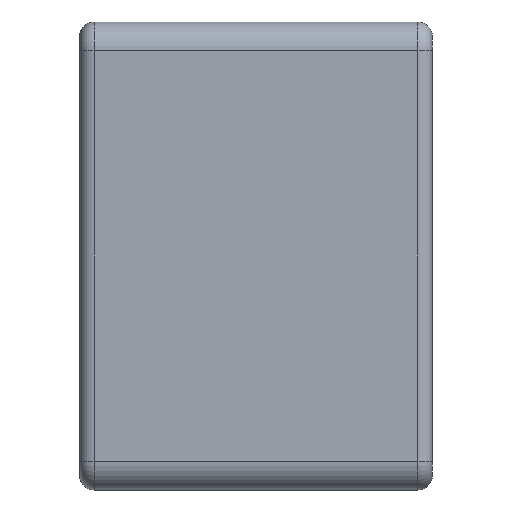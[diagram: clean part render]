
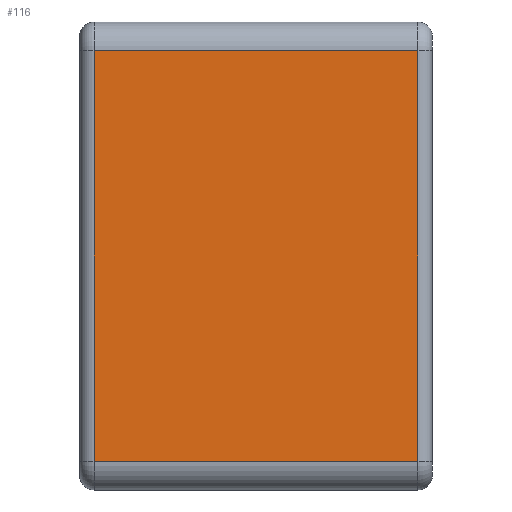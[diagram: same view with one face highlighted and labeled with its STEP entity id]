
A CAD part, left-side view. The second image highlights one B-rep face of the part: STEP entity #116.
In plain terms, the highlighted planar face has unit normal (-1, 0, 0).
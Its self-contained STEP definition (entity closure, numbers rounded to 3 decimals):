
#116 = ADVANCED_FACE( '', ( #262 ), #263, .T. );
#262 = FACE_OUTER_BOUND( '', #460, .T. );
#263 = PLANE( '', #461 );
#460 = EDGE_LOOP( '', ( #853, #854, #855, #856 ) );
#461 = AXIS2_PLACEMENT_3D( '', #857, #858, #859 );
#853 = ORIENTED_EDGE( '', *, *, #1294, .F. );
#854 = ORIENTED_EDGE( '', *, *, #1209, .T. );
#855 = ORIENTED_EDGE( '', *, *, #1295, .T. );
#856 = ORIENTED_EDGE( '', *, *, #1296, .T. );
#857 = CARTESIAN_POINT( '', ( -10.1, -6.1, -7.1 ) );
#858 = DIRECTION( '', ( -1., 0., 0. ) );
#859 = DIRECTION( '', ( 0., 0., 1. ) );
#1209 = EDGE_CURVE( '', #1414, #1418, #1420, .T. );
#1294 = EDGE_CURVE( '', #1414, #1567, #1568, .T. );
#1295 = EDGE_CURVE( '', #1418, #1454, #1569, .T. );
#1296 = EDGE_CURVE( '', #1454, #1567, #1570, .F. );
#1414 = VERTEX_POINT( '', #1830 );
#1418 = VERTEX_POINT( '', #1835 );
#1420 = LINE( '', #1837, #1838 );
#1454 = VERTEX_POINT( '', #1888 );
#1567 = VERTEX_POINT( '', #2046 );
#1568 = LINE( '', #2047, #2048 );
#1569 = LINE( '', #2049, #2050 );
#1570 = LINE( '', #2051, #2052 );
#1830 = CARTESIAN_POINT( '', ( -10.1, -5.6, -7.1 ) );
#1835 = CARTESIAN_POINT( '', ( -10.1, -5.6, 7.1 ) );
#1837 = CARTESIAN_POINT( '', ( -10.1, -5.6, 7.1 ) );
#1838 = VECTOR( '', #2271, 1000. );
#1888 = CARTESIAN_POINT( '', ( -10.1, 5.6, 7.1 ) );
#2046 = CARTESIAN_POINT( '', ( -10.1, 5.6, -7.1 ) );
#2047 = CARTESIAN_POINT( '', ( -10.1, -6.1, -7.1 ) );
#2048 = VECTOR( '', #2419, 1000. );
#2049 = CARTESIAN_POINT( '', ( -10.1, -6.1, 7.1 ) );
#2050 = VECTOR( '', #2420, 1000. );
#2051 = CARTESIAN_POINT( '', ( -10.1, 5.6, -7.1 ) );
#2052 = VECTOR( '', #2421, 1000. );
#2271 = DIRECTION( '', ( 0., 0., 1. ) );
#2419 = DIRECTION( '', ( 0., 1., 0. ) );
#2420 = DIRECTION( '', ( 0., 1., 0. ) );
#2421 = DIRECTION( '', ( 0., 0., 1. ) );
